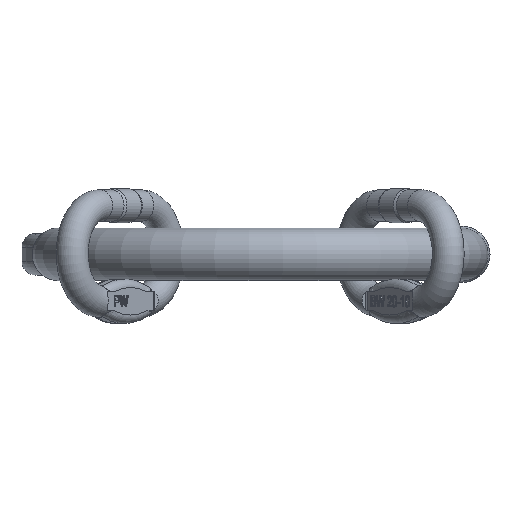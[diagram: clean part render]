
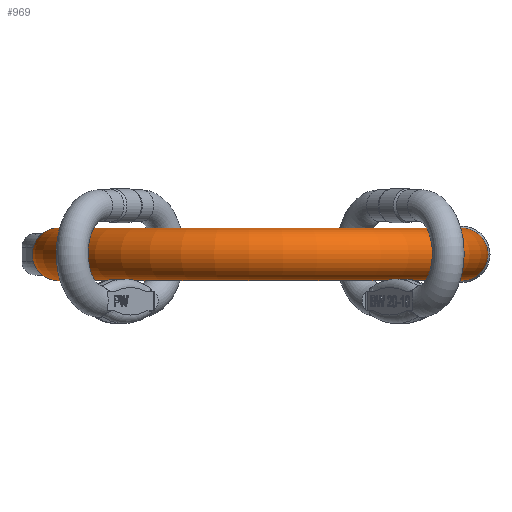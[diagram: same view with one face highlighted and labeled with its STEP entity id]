
A CAD part, front view. The second image highlights one B-rep face of the part: STEP entity #969.
In plain terms, the highlighted toroidal (fillet/blend) face has major radius 126.5 mm and minor radius 16.5 mm.
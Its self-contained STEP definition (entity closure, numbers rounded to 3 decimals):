
#379=TOROIDAL_SURFACE('',#6701,126.5,16.5);
#969=ADVANCED_FACE('',(#1397,#1398),#379,.T.);
#1301=CIRCLE('',#6696,16.5);
#1302=CIRCLE('',#6698,16.5);
#1397=FACE_BOUND('',#1706,.T.);
#1398=FACE_BOUND('',#1707,.T.);
#1706=EDGE_LOOP('',(#3526));
#1707=EDGE_LOOP('',(#3527));
#3526=ORIENTED_EDGE('',*,*,#5231,.T.);
#3527=ORIENTED_EDGE('',*,*,#5232,.F.);
#4445=VERTEX_POINT('',#12206);
#4446=VERTEX_POINT('',#12209);
#5231=EDGE_CURVE('',#4445,#4445,#1301,.T.);
#5232=EDGE_CURVE('',#4446,#4446,#1302,.T.);
#6696=AXIS2_PLACEMENT_3D('',#12205,#7698,#7699);
#6698=AXIS2_PLACEMENT_3D('',#12208,#7702,#7703);
#6701=AXIS2_PLACEMENT_3D('',#12213,#7708,#7709);
#7698=DIRECTION('',(0.,-1.,0.));
#7699=DIRECTION('',(1.,0.,0.));
#7702=DIRECTION('',(0.,1.,0.));
#7703=DIRECTION('',(-1.,0.,0.));
#7708=DIRECTION('',(0.,0.,1.));
#7709=DIRECTION('',(1.,0.,0.));
#12205=CARTESIAN_POINT('',(-126.5,-105.,0.));
#12206=CARTESIAN_POINT('',(-110.,-105.,0.));
#12208=CARTESIAN_POINT('',(126.5,-105.,0.));
#12209=CARTESIAN_POINT('',(110.,-105.,0.));
#12213=CARTESIAN_POINT('',(0.,-105.,0.));
